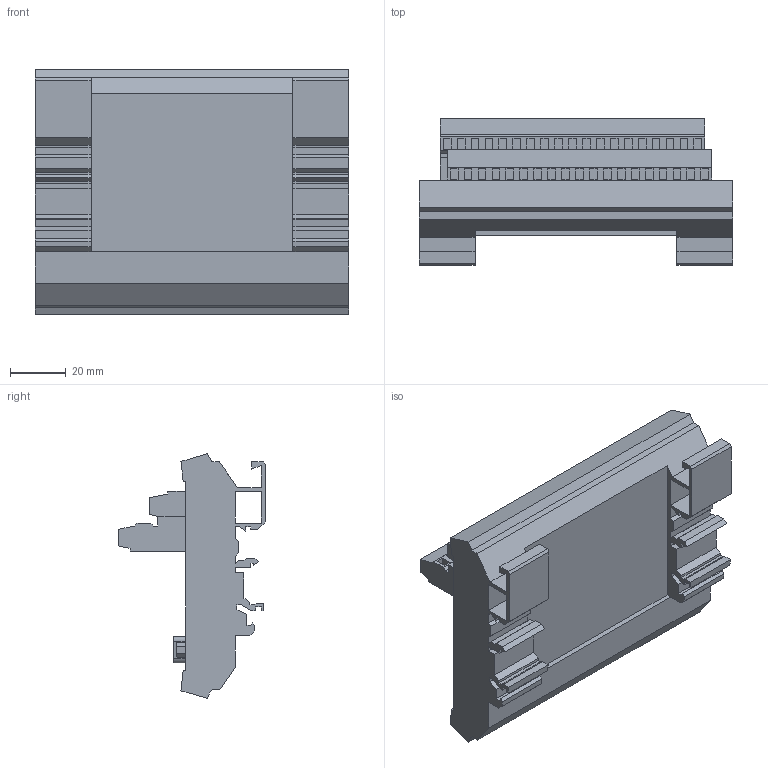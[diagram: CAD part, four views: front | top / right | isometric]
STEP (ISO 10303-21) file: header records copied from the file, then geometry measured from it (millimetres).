
FILE_DESCRIPTION (( 'STEP AP214' ), '1' );
FILE_NAME ('IOBB Dimensional.STEP', '2023-11-13T21:22:37', ( '' ), ( '' ), 'SwSTEP 2.0', 'SolidWorks 2022', '' );
FILE_SCHEMA (( 'AUTOMOTIVE_DESIGN' ));
Length unit declared in the file: inch
Products named in the file (4): DB37; IOBB; IOBB Dimensional; d-sub standoff_91075A460
Assembly tree (4 placements, depth 2):
  IOBB Dimensional
    IOBB
    DB37
    d-sub standoff_91075A460  x2
Bounding box: 112.5 x 52.51 x 87.92 mm (x, y, z)
Volume: 196550 mm3; surface area: 47455.7 mm2
Topology: 4 solids, 4 shells, 1802 faces, 4296 edges, 2563 vertices
Faces by surface type: plane 1204, cylinder 454, bspline 112, cone 32
Entity records: 53950 total; most frequent: CARTESIAN_POINT 12798, DIRECTION 8450, ORIENTED_EDGE 8168, EDGE_CURVE 4084, LINE 2894, VECTOR 2894, AXIS2_PLACEMENT_3D 2778, VERTEX_POINT 2528
